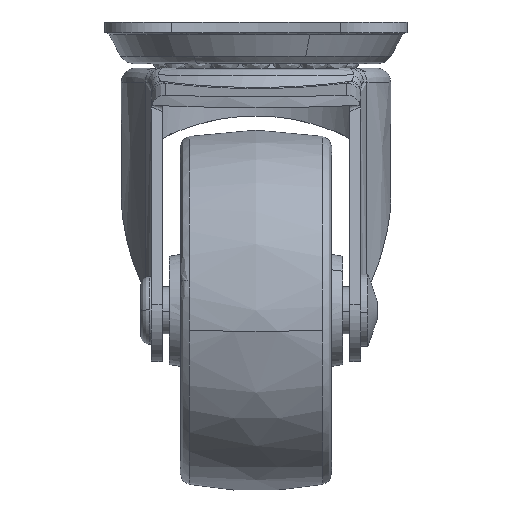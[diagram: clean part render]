
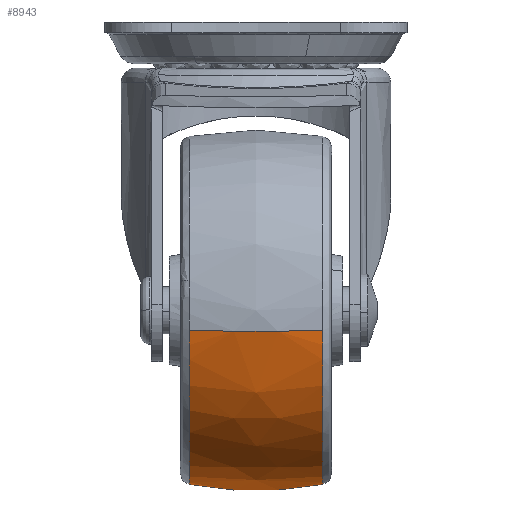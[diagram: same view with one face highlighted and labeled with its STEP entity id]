
A CAD part, left-side view. The second image highlights one B-rep face of the part: STEP entity #8943.
In plain terms, the highlighted free-form (B-spline) face has degree [2, 2] with [5, 5] control points.
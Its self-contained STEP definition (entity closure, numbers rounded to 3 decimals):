
#7952=CARTESIAN_POINT('',(-44.97,-9.278,-41.286));
#7953=VERTEX_POINT('',#7952);
#7969=CARTESIAN_POINT('',(-21.0,-9.278,-62.632));
#7970=VERTEX_POINT('',#7969);
#7971=CARTESIAN_POINT('',(-21.0,-9.278,-62.632));
#7972=CARTESIAN_POINT('',(-42.489,-9.278,-62.632));
#7973=CARTESIAN_POINT('',(-44.97,-9.278,-41.286));
#7981=(BOUNDED_CURVE()B_SPLINE_CURVE(2,(#7971,#7972,#7973),.UNSPECIFIED.,.F.,.U.)B_SPLINE_CURVE_WITH_KNOTS((3,3),(0.5,0.73),.UNSPECIFIED.)CURVE()GEOMETRIC_REPRESENTATION_ITEM()RATIONAL_B_SPLINE_CURVE((1.0,0.731,0.957))REPRESENTATION_ITEM(''));
#7982=EDGE_CURVE('',#7970,#7953,#7981,.T.);
#8092=CARTESIAN_POINT('',(-21.0,9.278,-62.632));
#8093=VERTEX_POINT('',#8092);
#8107=CARTESIAN_POINT('',(-44.97,9.278,-41.286));
#8108=VERTEX_POINT('',#8107);
#8109=CARTESIAN_POINT('',(-21.0,9.278,-62.632));
#8110=CARTESIAN_POINT('',(-42.489,9.278,-62.632));
#8111=CARTESIAN_POINT('',(-44.97,9.278,-41.286));
#8119=(BOUNDED_CURVE()B_SPLINE_CURVE(2,(#8109,#8110,#8111),.UNSPECIFIED.,.F.,.U.)B_SPLINE_CURVE_WITH_KNOTS((3,3),(0.5,0.73),.UNSPECIFIED.)CURVE()GEOMETRIC_REPRESENTATION_ITEM()RATIONAL_B_SPLINE_CURVE((1.0,0.731,0.957))REPRESENTATION_ITEM(''));
#8120=EDGE_CURVE('',#8093,#8108,#8119,.T.);
#8867=CARTESIAN_POINT('',(-21.,9.278,-62.632));
#8868=CARTESIAN_POINT('',(-21.,4.68,-63.5));
#8869=CARTESIAN_POINT('',(-21.0,0.,-63.5));
#8870=CARTESIAN_POINT('',(-21.0,-4.68,-63.5));
#8871=CARTESIAN_POINT('',(-21.,-9.278,-62.632));
#8879=(BOUNDED_CURVE()B_SPLINE_CURVE(2,(#8867,#8868,#8869,#8870,#8871),.UNSPECIFIED.,.F.,.U.)B_SPLINE_CURVE_WITH_KNOTS((3,2,3),(0.409,0.5,0.591),.UNSPECIFIED.)CURVE()GEOMETRIC_REPRESENTATION_ITEM()RATIONAL_B_SPLINE_CURVE((0.96,0.976,1.0,0.976,0.96))REPRESENTATION_ITEM(''));
#8880=EDGE_CURVE('',#8093,#7970,#8879,.T.);
#8886=CARTESIAN_POINT('',(-44.97,9.278,-41.286));
#8887=CARTESIAN_POINT('',(-45.833,4.68,-41.387));
#8888=CARTESIAN_POINT('',(-45.833,0.,-41.387));
#8889=CARTESIAN_POINT('',(-45.833,-4.68,-41.387));
#8890=CARTESIAN_POINT('',(-44.97,-9.278,-41.286));
#8898=(BOUNDED_CURVE()B_SPLINE_CURVE(2,(#8886,#8887,#8888,#8889,#8890),.UNSPECIFIED.,.F.,.U.)B_SPLINE_CURVE_WITH_KNOTS((3,2,3),(0.409,0.5,0.591),.UNSPECIFIED.)CURVE()GEOMETRIC_REPRESENTATION_ITEM()RATIONAL_B_SPLINE_CURVE((0.919,0.933,0.957,0.933,0.919))REPRESENTATION_ITEM(''));
#8899=EDGE_CURVE('',#8108,#7953,#8898,.T.);
#8904=CARTESIAN_POINT('',(-20.845,10.212,-62.446));
#8905=CARTESIAN_POINT('',(-20.838,5.16,-63.5));
#8906=CARTESIAN_POINT('',(-20.838,0.,-63.5));
#8907=CARTESIAN_POINT('',(-20.838,-5.16,-63.5));
#8908=CARTESIAN_POINT('',(-20.845,-10.212,-62.446));
#8909=CARTESIAN_POINT('',(-20.922,10.212,-62.446));
#8910=CARTESIAN_POINT('',(-20.919,5.16,-63.5));
#8911=CARTESIAN_POINT('',(-20.919,0.,-63.5));
#8912=CARTESIAN_POINT('',(-20.919,-5.16,-63.5));
#8913=CARTESIAN_POINT('',(-20.922,-10.212,-62.446));
#8914=CARTESIAN_POINT('',(-42.324,10.212,-62.446));
#8915=CARTESIAN_POINT('',(-43.262,5.16,-63.5));
#8916=CARTESIAN_POINT('',(-43.262,0.,-63.5));
#8917=CARTESIAN_POINT('',(-43.262,-5.16,-63.5));
#8918=CARTESIAN_POINT('',(-42.324,-10.212,-62.446));
#8919=CARTESIAN_POINT('',(-44.795,10.212,-41.184));
#8920=CARTESIAN_POINT('',(-45.843,5.16,-41.302));
#8921=CARTESIAN_POINT('',(-45.843,0.,-41.302));
#8922=CARTESIAN_POINT('',(-45.843,-5.16,-41.302));
#8923=CARTESIAN_POINT('',(-44.795,-10.212,-41.184));
#8924=CARTESIAN_POINT('',(-44.805,10.212,-41.104));
#8925=CARTESIAN_POINT('',(-45.852,5.16,-41.218));
#8926=CARTESIAN_POINT('',(-45.852,0.,-41.218));
#8927=CARTESIAN_POINT('',(-45.852,-5.16,-41.218));
#8928=CARTESIAN_POINT('',(-44.805,-10.212,-41.104));
#8936=(BOUNDED_SURFACE()B_SPLINE_SURFACE(2,2,((#8904,#8909,#8914,#8919,#8924),(#8905,#8910,#8915,#8920,#8925),(#8906,#8911,#8916,#8921,#8926),(#8907,#8912,#8917,#8922,#8927),(#8908,#8913,#8918,#8923,#8928)),.UNSPECIFIED.,.F.,.F.,.U.)B_SPLINE_SURFACE_WITH_KNOTS((3,2,3),(3,1,1,3),(0.0,10.494,20.988),(0.0,0.19,38.256,38.447),.UNSPECIFIED.)GEOMETRIC_REPRESENTATION_ITEM()RATIONAL_B_SPLINE_SURFACE(((0.96,0.958,0.699,0.917,0.918),(0.976,0.974,0.711,0.932,0.933),(1.003,1.001,0.731,0.958,0.959),(0.976,0.974,0.711,0.932,0.933),(0.96,0.958,0.699,0.917,0.918)))REPRESENTATION_ITEM('')SURFACE());
#8937=ORIENTED_EDGE('',*,*,#7982,.T.);
#8938=ORIENTED_EDGE('',*,*,#8899,.F.);
#8939=ORIENTED_EDGE('',*,*,#8120,.F.);
#8940=ORIENTED_EDGE('',*,*,#8880,.T.);
#8941=EDGE_LOOP('',(#8937,#8938,#8939,#8940));
#8942=FACE_OUTER_BOUND('',#8941,.T.);
#8943=ADVANCED_FACE('',(#8942),#8936,.T.);
